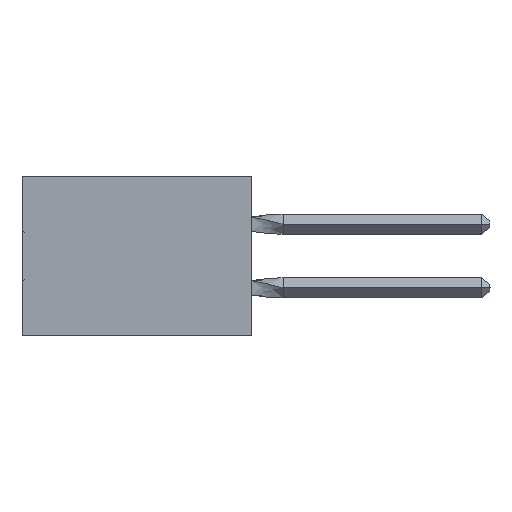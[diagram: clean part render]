
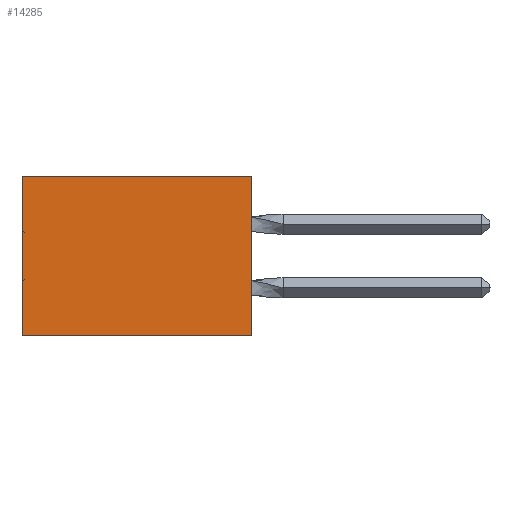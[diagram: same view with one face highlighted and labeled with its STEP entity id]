
A CAD part, left-side view. The second image highlights one B-rep face of the part: STEP entity #14285.
In plain terms, the highlighted planar face has unit normal (-1, 0, 0).
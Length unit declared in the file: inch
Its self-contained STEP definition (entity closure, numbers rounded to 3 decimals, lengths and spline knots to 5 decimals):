
#895 = EDGE_CURVE ( 'NONE', #23436, #29399, #36870, .T. ) ;
#1070 = PLANE ( 'NONE',  #4013 ) ;
#1978 = CARTESIAN_POINT ( 'NONE',  ( 0.305, 0.72, -0.5 ) ) ;
#3266 = EDGE_CURVE ( 'NONE', #23436, #7232, #8132, .T. ) ;
#4013 = AXIS2_PLACEMENT_3D ( 'NONE', #17328, #34234, #21499 ) ;
#7232 = VERTEX_POINT ( 'NONE', #48907 ) ;
#8132 = LINE ( 'NONE', #46829, #44511 ) ;
#10632 = ORIENTED_EDGE ( 'NONE', *, *, #3266, .F. ) ;
#12238 = CARTESIAN_POINT ( 'NONE',  ( 0.305, 0.72, -0.5 ) ) ;
#14285 = ADVANCED_FACE ( 'NONE', ( #21578 ), #1070, .F. ) ;
#14671 = EDGE_LOOP ( 'NONE', ( #15545, #27445, #10632, #52128 ) ) ;
#15545 = ORIENTED_EDGE ( 'NONE', *, *, #43608, .T. ) ;
#16055 = CARTESIAN_POINT ( 'NONE',  ( 0.305, 0., -0.5 ) ) ;
#17328 = CARTESIAN_POINT ( 'NONE',  ( 0.305, 0., -0.5 ) ) ;
#17935 = DIRECTION ( 'NONE',  ( 0., 0., -1. ) ) ;
#18489 = VECTOR ( 'NONE', #30067, 39.37008 ) ;
#21499 = DIRECTION ( 'NONE',  ( 0., 0., -1. ) ) ;
#21578 = FACE_OUTER_BOUND ( 'NONE', #14671, .T. ) ;
#23436 = VERTEX_POINT ( 'NONE', #52417 ) ;
#27445 = ORIENTED_EDGE ( 'NONE', *, *, #35727, .F. ) ;
#29399 = VERTEX_POINT ( 'NONE', #51205 ) ;
#30067 = DIRECTION ( 'NONE',  ( 0., 0., -1. ) ) ;
#30824 = LINE ( 'NONE', #1978, #18489 ) ;
#33224 = VERTEX_POINT ( 'NONE', #12238 ) ;
#33672 = DIRECTION ( 'NONE',  ( 0., 1., 0. ) ) ;
#34234 = DIRECTION ( 'NONE',  ( 1., 0., 0. ) ) ;
#35727 = EDGE_CURVE ( 'NONE', #7232, #33224, #37212, .T. ) ;
#36870 = LINE ( 'NONE', #50589, #38803 ) ;
#37212 = LINE ( 'NONE', #16055, #37823 ) ;
#37823 = VECTOR ( 'NONE', #45154, 39.37008 ) ;
#38803 = VECTOR ( 'NONE', #33672, 39.37008 ) ;
#43608 = EDGE_CURVE ( 'NONE', #29399, #33224, #30824, .T. ) ;
#44511 = VECTOR ( 'NONE', #17935, 39.37008 ) ;
#45154 = DIRECTION ( 'NONE',  ( 0., 1., 0. ) ) ;
#46829 = CARTESIAN_POINT ( 'NONE',  ( 0.305, 0., -0.5 ) ) ;
#48907 = CARTESIAN_POINT ( 'NONE',  ( 0.305, 0., -0.5 ) ) ;
#50589 = CARTESIAN_POINT ( 'NONE',  ( 0.305, 0., 0. ) ) ;
#51205 = CARTESIAN_POINT ( 'NONE',  ( 0.305, 0.72, 0. ) ) ;
#52128 = ORIENTED_EDGE ( 'NONE', *, *, #895, .T. ) ;
#52417 = CARTESIAN_POINT ( 'NONE',  ( 0.305, 0., 0. ) ) ;
